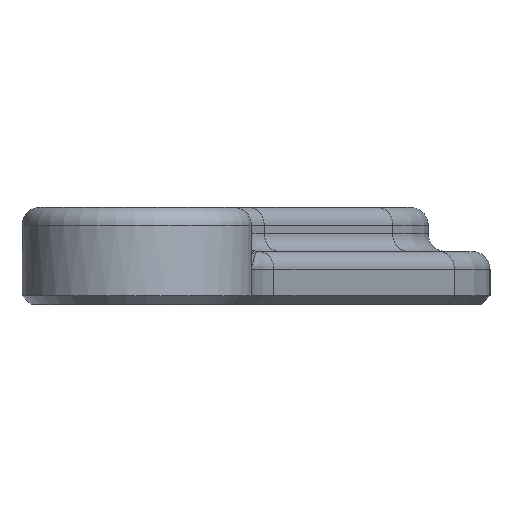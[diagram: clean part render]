
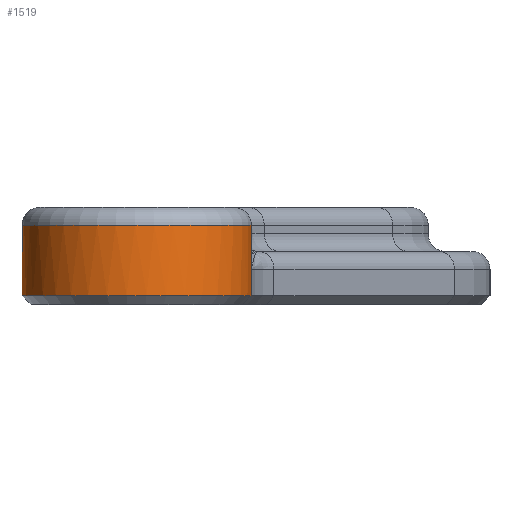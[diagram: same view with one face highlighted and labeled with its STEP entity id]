
A CAD part, left-side view. The second image highlights one B-rep face of the part: STEP entity #1519.
In plain terms, the highlighted cylindrical face has radius 6.5 mm (diameter 13 mm), a partial arc.
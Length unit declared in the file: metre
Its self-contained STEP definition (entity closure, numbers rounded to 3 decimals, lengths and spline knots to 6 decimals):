
#120=CIRCLE('',#1679,0.0065);
#121=CIRCLE('',#1680,0.0065);
#204=B_SPLINE_CURVE_WITH_KNOTS('',3,(#2565,#2566,#2567,#2568),
 .UNSPECIFIED.,.F.,.F.,(4,4),(0.,0.002916),.UNSPECIFIED.);
#205=B_SPLINE_CURVE_WITH_KNOTS('',3,(#2576,#2577,#2578,#2579),
 .UNSPECIFIED.,.F.,.F.,(4,4),(0.,0.002916),.UNSPECIFIED.);
#298=ORIENTED_EDGE('',*,*,#770,.T.);
#299=ORIENTED_EDGE('',*,*,#771,.T.);
#300=ORIENTED_EDGE('',*,*,#772,.T.);
#301=ORIENTED_EDGE('',*,*,#773,.T.);
#302=ORIENTED_EDGE('',*,*,#774,.T.);
#303=ORIENTED_EDGE('',*,*,#775,.T.);
#304=ORIENTED_EDGE('',*,*,#776,.T.);
#305=ORIENTED_EDGE('',*,*,#777,.T.);
#770=EDGE_CURVE('',#1006,#1007,#1098,.F.);
#771=EDGE_CURVE('',#1007,#1008,#204,.F.);
#772=EDGE_CURVE('',#1008,#1009,#1099,.F.);
#773=EDGE_CURVE('',#1009,#1010,#120,.F.);
#774=EDGE_CURVE('',#1010,#1011,#1100,.T.);
#775=EDGE_CURVE('',#1011,#1012,#205,.T.);
#776=EDGE_CURVE('',#1012,#1013,#1101,.T.);
#777=EDGE_CURVE('',#1013,#1006,#121,.T.);
#1006=VERTEX_POINT('',#2563);
#1007=VERTEX_POINT('',#2564);
#1008=VERTEX_POINT('',#2569);
#1009=VERTEX_POINT('',#2571);
#1010=VERTEX_POINT('',#2573);
#1011=VERTEX_POINT('',#2575);
#1012=VERTEX_POINT('',#2580);
#1013=VERTEX_POINT('',#2582);
#1098=LINE('',#2562,#1194);
#1099=LINE('',#2570,#1195);
#1100=LINE('',#2574,#1196);
#1101=LINE('',#2581,#1197);
#1194=VECTOR('',#1987,1.);
#1195=VECTOR('',#1988,1.);
#1196=VECTOR('',#1991,1.);
#1197=VECTOR('',#1992,1.);
#1265=EDGE_LOOP('',(#298,#299,#300,#301,#302,#303,#304,#305));
#1375=FACE_BOUND('',#1265,.T.);
#1475=CYLINDRICAL_SURFACE('',#1678,0.0065);
#1519=ADVANCED_FACE('',(#1375),#1475,.T.);
#1678=AXIS2_PLACEMENT_3D('',#2561,#1985,#1986);
#1679=AXIS2_PLACEMENT_3D('',#2572,#1989,#1990);
#1680=AXIS2_PLACEMENT_3D('',#2583,#1993,#1994);
#1985=DIRECTION('',(0.,0.,-1.));
#1986=DIRECTION('',(-1.,0.,0.));
#1987=DIRECTION('',(0.,0.,-1.));
#1988=DIRECTION('',(0.,0.,-1.));
#1989=DIRECTION('',(0.,0.,1.));
#1990=DIRECTION('',(1.,0.,0.));
#1991=DIRECTION('',(0.,0.,-1.));
#1992=DIRECTION('',(0.,0.,-1.));
#1993=DIRECTION('',(0.,0.,1.));
#1994=DIRECTION('',(1.,0.,0.));
#2561=CARTESIAN_POINT('',(-0.0675,0.,0.0055));
#2562=CARTESIAN_POINT('',(-0.068109,-0.006471,0.0055));
#2563=CARTESIAN_POINT('',(-0.068109,-0.006471,0.0005));
#2564=CARTESIAN_POINT('',(-0.068109,-0.006471,0.002));
#2565=CARTESIAN_POINT('',(-0.065728,-0.006254,0.003661));
#2566=CARTESIAN_POINT('',(-0.066588,-0.006497,0.003245));
#2567=CARTESIAN_POINT('',(-0.067356,-0.006542,0.00261));
#2568=CARTESIAN_POINT('',(-0.068109,-0.006471,0.002));
#2569=CARTESIAN_POINT('',(-0.065728,-0.006254,0.003661));
#2570=CARTESIAN_POINT('',(-0.065728,-0.006254,0.0055));
#2571=CARTESIAN_POINT('',(-0.065728,-0.006254,0.0045));
#2572=CARTESIAN_POINT('',(-0.0675,0.,0.0045));
#2573=CARTESIAN_POINT('',(-0.061198,0.001593,0.0045));
#2574=CARTESIAN_POINT('',(-0.061198,0.001593,0.0055));
#2575=CARTESIAN_POINT('',(-0.061198,0.001593,0.003661));
#2576=CARTESIAN_POINT('',(-0.061198,0.001593,0.003661));
#2577=CARTESIAN_POINT('',(-0.061417,0.002459,0.003245));
#2578=CARTESIAN_POINT('',(-0.061762,0.003147,0.00261));
#2579=CARTESIAN_POINT('',(-0.0622,0.003763,0.002));
#2580=CARTESIAN_POINT('',(-0.0622,0.003763,0.002));
#2581=CARTESIAN_POINT('',(-0.0622,0.003763,0.0055));
#2582=CARTESIAN_POINT('',(-0.0622,0.003763,0.0005));
#2583=CARTESIAN_POINT('',(-0.0675,0.,0.0005));
